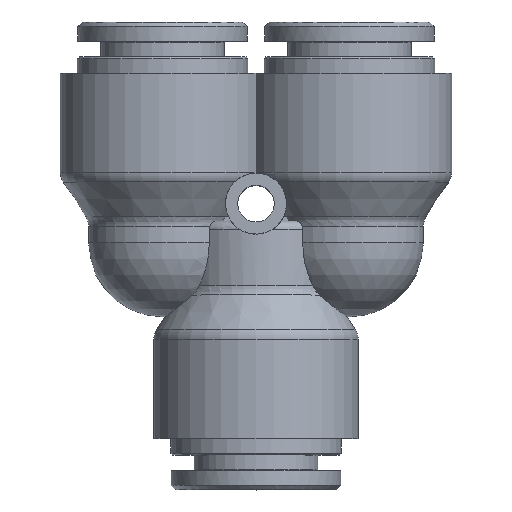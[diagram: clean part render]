
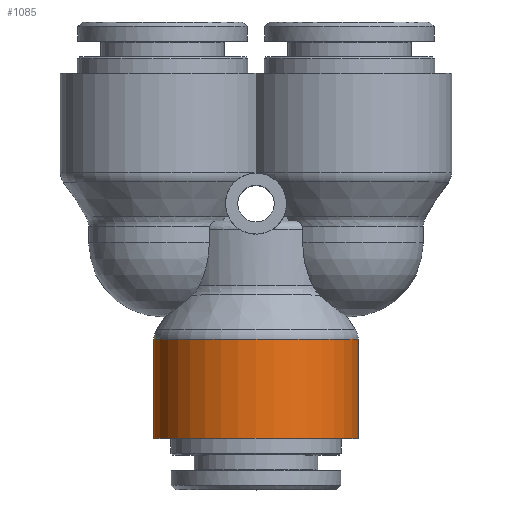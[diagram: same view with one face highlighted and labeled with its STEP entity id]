
A CAD part, top view. The second image highlights one B-rep face of the part: STEP entity #1085.
In plain terms, the highlighted cylindrical face has radius 11.75 mm (diameter 23.5 mm), a full revolution.
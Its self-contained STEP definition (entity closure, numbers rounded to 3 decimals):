
#1039=CARTESIAN_POINT('',(11.75,-13.593,0.));
#1040=VERTEX_POINT('',#1039);
#1041=CARTESIAN_POINT('',(0.,-13.593,0.0));
#1042=DIRECTION('',(0.0,1.0,0.0));
#1043=DIRECTION('',(-1.0,0.0,0.0));
#1044=AXIS2_PLACEMENT_3D('',#1041,#1042,#1043);
#1045=CIRCLE('',#1044,11.75);
#1046=EDGE_CURVE('',#1040,#1040,#1045,.T.);
#1066=CARTESIAN_POINT('',(0.,-19.0,0.0));
#1067=DIRECTION('',(0.,-1.0,0.0));
#1068=DIRECTION('',(1.0,0.0,0.0));
#1069=AXIS2_PLACEMENT_3D('',#1066,#1067,#1068);
#1070=CYLINDRICAL_SURFACE('',#1069,11.75);
#1071=CARTESIAN_POINT('',(11.75,-25.0,0.0));
#1072=VERTEX_POINT('',#1071);
#1073=CARTESIAN_POINT('',(0.,-25.0,0.0));
#1074=DIRECTION('',(0.0,-1.0,0.0));
#1075=DIRECTION('',(1.0,0.0,0.0));
#1076=AXIS2_PLACEMENT_3D('',#1073,#1074,#1075);
#1077=CIRCLE('',#1076,11.75);
#1078=EDGE_CURVE('',#1072,#1072,#1077,.T.);
#1079=ORIENTED_EDGE('',*,*,#1078,.F.);
#1080=EDGE_LOOP('',(#1079));
#1081=FACE_OUTER_BOUND('',#1080,.T.);
#1082=ORIENTED_EDGE('',*,*,#1046,.F.);
#1083=EDGE_LOOP('',(#1082));
#1084=FACE_BOUND('',#1083,.T.);
#1085=ADVANCED_FACE('',(#1081,#1084),#1070,.T.);
